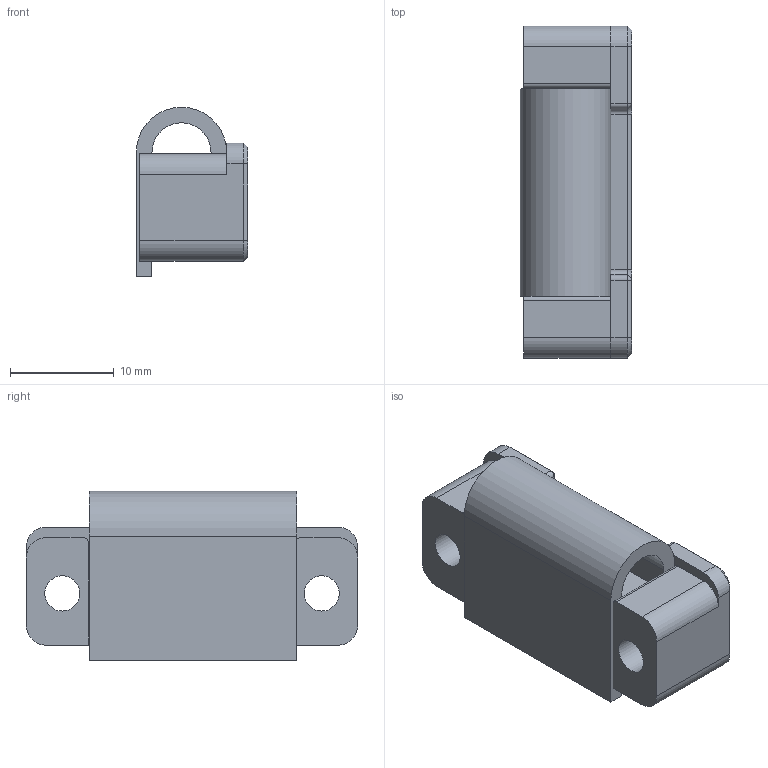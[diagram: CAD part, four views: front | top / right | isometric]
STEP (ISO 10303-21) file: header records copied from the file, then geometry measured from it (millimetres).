
FILE_DESCRIPTION(('FreeCAD Model'),'2;1');
FILE_NAME('Open CASCADE Shape Model','2023-03-04T22:54:16',(''),(''), 'Open CASCADE STEP processor 7.6','FreeCAD','Unknown');
FILE_SCHEMA(('AUTOMOTIVE_DESIGN { 1 0 10303 214 1 1 1 1 }'));
Length unit declared in the file: millimetre
Products named in the file (4): thick_wiper_mod; Thick_Wiper_Mod; Wiper_Spacer; Silicone_pad
Assembly tree (3 placements, depth 2):
  thick_wiper_mod
    Thick_Wiper_Mod
    Wiper_Spacer
    Silicone_pad
Bounding box: 10.73 x 32 x 16.35 mm (x, y, z)
Volume: 3362.2 mm3; surface area: 3625.7 mm2
Topology: 3 solids, 3 shells, 88 faces, 210 edges, 128 vertices
Faces by surface type: plane 62, cylinder 16, cone 10
Full cylindrical faces by diameter (mm): 3.4 x2
Entity records: 5395 total; most frequent: CARTESIAN_POINT 1026, DIRECTION 820, LINE 548, VECTOR 548, ORIENTED_EDGE 420, PCURVE 420, DEFINITIONAL_REPRESENTATION 420, EDGE_CURVE 210
